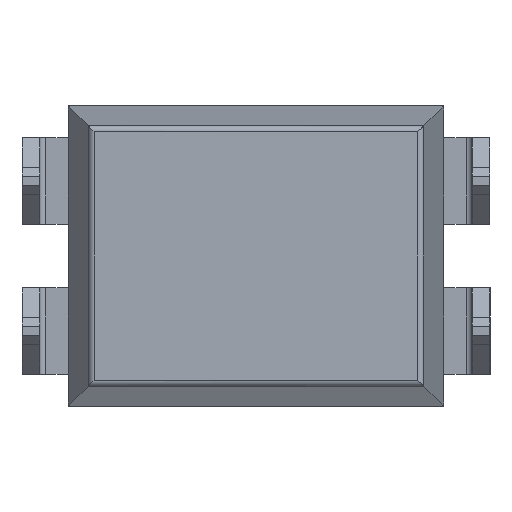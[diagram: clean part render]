
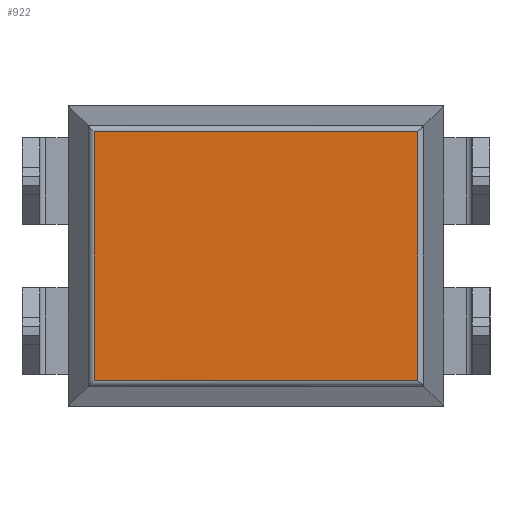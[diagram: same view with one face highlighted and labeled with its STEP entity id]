
A CAD part, front view. The second image highlights one B-rep face of the part: STEP entity #922.
In plain terms, the highlighted planar face has unit normal (0, -1, 0).
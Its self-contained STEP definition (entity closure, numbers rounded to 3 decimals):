
#1 = ORIENTED_EDGE ( 'NONE', *, *, #18, .T. ) ;
#18 = EDGE_CURVE ( 'NONE', #895, #910, #1063, .T. ) ;
#147 = EDGE_LOOP ( 'NONE', ( #917, #905, #897, #1 ) ) ;
#528 = DIRECTION ( 'NONE',  ( 0., 0., -1. ) ) ;
#895 = VERTEX_POINT ( 'NONE', #3213 ) ;
#896 = EDGE_CURVE ( 'NONE', #906, #895, #3211, .T. ) ;
#897 = ORIENTED_EDGE ( 'NONE', *, *, #896, .T. ) ;
#905 = ORIENTED_EDGE ( 'NONE', *, *, #909, .T. ) ;
#906 = VERTEX_POINT ( 'NONE', #3240 ) ;
#909 = EDGE_CURVE ( 'NONE', #911, #906, #3234, .T. ) ;
#910 = VERTEX_POINT ( 'NONE', #3230 ) ;
#911 = VERTEX_POINT ( 'NONE', #3229 ) ;
#916 = EDGE_CURVE ( 'NONE', #910, #911, #3224, .T. ) ;
#917 = ORIENTED_EDGE ( 'NONE', *, *, #916, .T. ) ;
#922 = ADVANCED_FACE ( 'NONE', ( #3269 ), #3254, .T. ) ;
#1060 = DIRECTION ( 'NONE',  ( -1., 0., 0. ) ) ;
#1061 = VECTOR ( 'NONE', #1060, 1000. ) ;
#1062 = CARTESIAN_POINT ( 'NONE',  ( -3.175, 0.15, 2.103 ) ) ;
#1063 = LINE ( 'NONE', #1062, #1061 ) ;
#3208 = DIRECTION ( 'NONE',  ( 0., 0., 1. ) ) ;
#3209 = VECTOR ( 'NONE', #3208, 1000. ) ;
#3210 = CARTESIAN_POINT ( 'NONE',  ( 2.738, 0.15, -2.54 ) ) ;
#3211 = LINE ( 'NONE', #3210, #3209 ) ;
#3213 = CARTESIAN_POINT ( 'NONE',  ( 2.738, 0.15, 2.103 ) ) ;
#3222 = VECTOR ( 'NONE', #528, 1000. ) ;
#3223 = CARTESIAN_POINT ( 'NONE',  ( -2.738, 0.15, -2.54 ) ) ;
#3224 = LINE ( 'NONE', #3223, #3222 ) ;
#3229 = CARTESIAN_POINT ( 'NONE',  ( -2.738, 0.15, -2.103 ) ) ;
#3230 = CARTESIAN_POINT ( 'NONE',  ( -2.738, 0.15, 2.103 ) ) ;
#3231 = DIRECTION ( 'NONE',  ( 1., 0., 0. ) ) ;
#3232 = VECTOR ( 'NONE', #3231, 1000. ) ;
#3233 = CARTESIAN_POINT ( 'NONE',  ( -3.175, 0.15, -2.103 ) ) ;
#3234 = LINE ( 'NONE', #3233, #3232 ) ;
#3240 = CARTESIAN_POINT ( 'NONE',  ( 2.738, 0.15, -2.103 ) ) ;
#3249 = DIRECTION ( 'NONE',  ( 0., 0., -1. ) ) ;
#3250 = DIRECTION ( 'NONE',  ( 0., -1., 0. ) ) ;
#3251 = CARTESIAN_POINT ( 'NONE',  ( -3.175, 0.15, -2.54 ) ) ;
#3252 = AXIS2_PLACEMENT_3D ( 'NONE', #3251, #3250, #3249 ) ;
#3254 = PLANE ( 'NONE',  #3252 ) ;
#3269 = FACE_OUTER_BOUND ( 'NONE', #147, .T. ) ;
